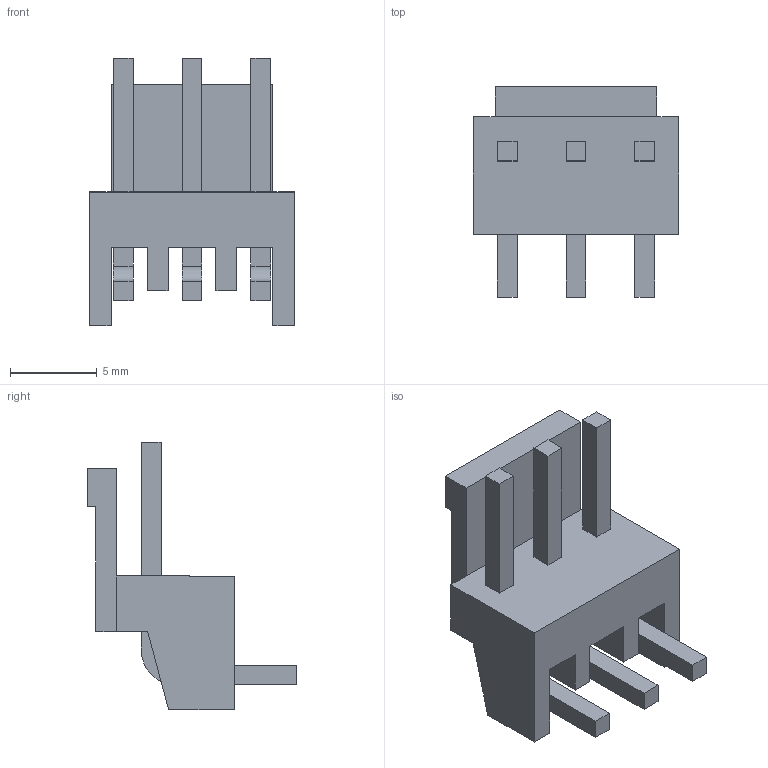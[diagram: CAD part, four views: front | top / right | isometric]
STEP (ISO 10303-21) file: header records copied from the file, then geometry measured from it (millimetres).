
FILE_DESCRIPTION(/* description */ (''),/* implementation_level */ '2;1');
FILE_NAME(/* name */ 'S3P-VH.step',/* time_stamp */ '2021-04-30T20:19:04+09:00',/* author */ ('nnaka'),/* organization */ (''),/* preprocessor_version */ 'ST-DEVELOPER v17.2',/* originating_system */ 'Autodesk Inventor 2019',/* authorisation */ '');
FILE_SCHEMA (('AUTOMOTIVE_DESIGN { 1 0 10303 214 3 1 1 }'));
Length unit declared in the file: millimetre
Products named in the file (1): S3P-VH
Bounding box: 11.82 x 12.1 x 15.4 mm (x, y, z)
Volume: 520.3 mm3; surface area: 854.4 mm2
Topology: 1 solids, 1 shells, 70 faces, 184 edges, 122 vertices
Faces by surface type: plane 64, cylinder 6
Entity records: 2247 total; most frequent: CARTESIAN_POINT 377, ORIENTED_EDGE 368, DIRECTION 338, EDGE_CURVE 184, LINE 172, VECTOR 172, VERTEX_POINT 122, AXIS2_PLACEMENT_3D 83
